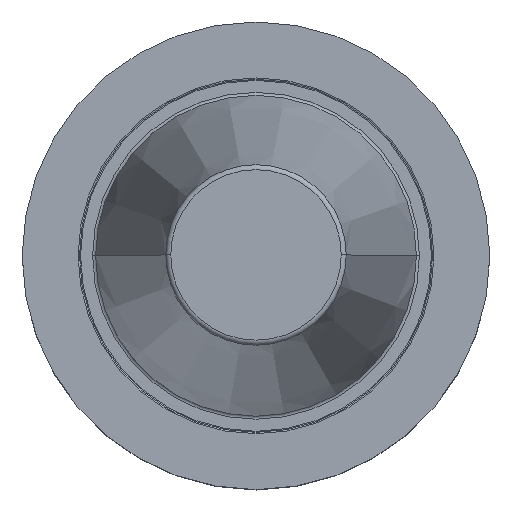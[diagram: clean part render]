
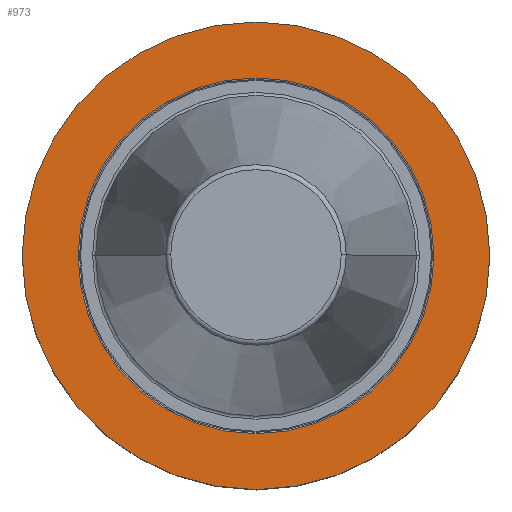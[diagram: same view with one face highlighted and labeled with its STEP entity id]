
A CAD part, top view. The second image highlights one B-rep face of the part: STEP entity #973.
In plain terms, the highlighted planar face has unit normal (0, 0, 1).
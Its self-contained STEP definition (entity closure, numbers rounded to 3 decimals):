
#112=CARTESIAN_POINT('',(0.,0.,0.));
#113=DIRECTION('',(0.,0.,-1.));
#114=DIRECTION('',(1.,0.,0.));
#115=AXIS2_PLACEMENT_3D('',#112,#113,#114);
#120=CARTESIAN_POINT('',(0.,0.,0.));
#121=DIRECTION('',(0.,0.,1.));
#122=DIRECTION('',(1.,0.,0.));
#123=AXIS2_PLACEMENT_3D('',#120,#121,#122);
#128=CARTESIAN_POINT('',(0.,0.,0.));
#129=DIRECTION('',(0.,0.,1.));
#130=DIRECTION('',(1.,0.,0.));
#131=AXIS2_PLACEMENT_3D('',#128,#129,#130);
#136=CARTESIAN_POINT('',(0.,0.,0.));
#137=DIRECTION('',(0.,0.,1.));
#138=DIRECTION('',(-1.,0.,0.));
#139=AXIS2_PLACEMENT_3D('',#136,#137,#138);
#798=CARTESIAN_POINT('',(23.,0.,0.));
#799=CARTESIAN_POINT('',(-23.,0.,0.));
#800=VERTEX_POINT('',#798);
#801=VERTEX_POINT('',#799);
#862=CARTESIAN_POINT('',(17.5,0.,0.));
#863=CARTESIAN_POINT('',(-17.5,0.,0.));
#864=VERTEX_POINT('',#862);
#865=VERTEX_POINT('',#863);
#958=CARTESIAN_POINT('',(0.,0.,0.));
#959=DIRECTION('',(0.,0.,-1.));
#960=DIRECTION('',(-1.,0.,0.));
#961=AXIS2_PLACEMENT_3D('',#958,#959,#960);
#962=PLANE('',#961);
#963=ORIENTED_EDGE('',*,*,#879,.T.);
#964=ORIENTED_EDGE('',*,*,#938,.F.);
#965=EDGE_LOOP('',(#963,#964));
#966=FACE_OUTER_BOUND('',#965,.F.);
#968=ORIENTED_EDGE('',*,*,#967,.T.);
#970=ORIENTED_EDGE('',*,*,#969,.T.);
#971=EDGE_LOOP('',(#968,#970));
#972=FACE_BOUND('',#971,.F.);
#973=ADVANCED_FACE('',(#966,#972),#962,.F.);
#116=CIRCLE('',#115,23.);
#124=CIRCLE('',#123,23.);
#132=CIRCLE('',#131,17.5);
#140=CIRCLE('',#139,17.5);
#879=EDGE_CURVE('',#800,#801,#116,.T.);
#938=EDGE_CURVE('',#800,#801,#124,.T.);
#967=EDGE_CURVE('',#864,#865,#132,.T.);
#969=EDGE_CURVE('',#865,#864,#140,.T.);
